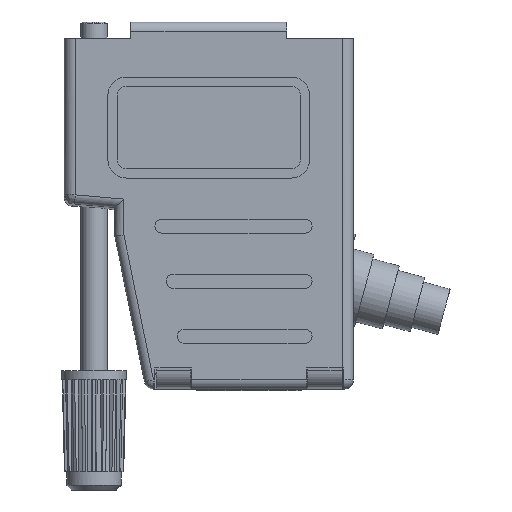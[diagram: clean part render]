
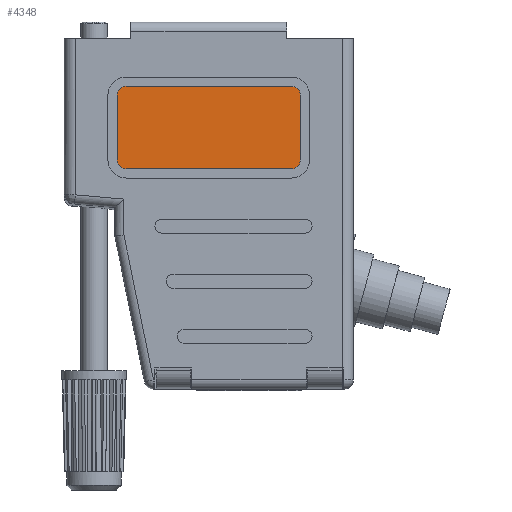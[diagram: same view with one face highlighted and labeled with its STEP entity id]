
A CAD part, front view. The second image highlights one B-rep face of the part: STEP entity #4348.
In plain terms, the highlighted planar face has unit normal (0, -1, 0).
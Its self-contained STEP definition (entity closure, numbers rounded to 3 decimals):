
#70 = AXIS2_PLACEMENT_3D ( 'NONE', #20806, #24775, #10777 ) ;
#319 = DIRECTION ( 'NONE',  ( 0., -1., 0. ) ) ;
#896 = VERTEX_POINT ( 'NONE', #926 ) ;
#926 = CARTESIAN_POINT ( 'NONE',  ( 9., 0.2, -7. ) ) ;
#1138 = CARTESIAN_POINT ( 'NONE',  ( 9., 0.2, -16. ) ) ;
#1365 = ORIENTED_EDGE ( 'NONE', *, *, #9416, .T. ) ;
#1846 = EDGE_CURVE ( 'NONE', #15319, #18198, #16293, .T. ) ;
#1993 = LINE ( 'NONE', #17952, #3450 ) ;
#2659 = CARTESIAN_POINT ( 'NONE',  ( 9., 0.2, -7. ) ) ;
#2738 = PLANE ( 'NONE',  #6892 ) ;
#3450 = VECTOR ( 'NONE', #12895, 1000. ) ;
#3593 = VERTEX_POINT ( 'NONE', #23675 ) ;
#4348 = ADVANCED_FACE ( 'NONE', ( #6442 ), #2738, .T. ) ;
#4573 = ORIENTED_EDGE ( 'NONE', *, *, #12175, .T. ) ;
#4998 = CARTESIAN_POINT ( 'NONE',  ( -9., 0.2, -15. ) ) ;
#5589 = DIRECTION ( 'NONE',  ( 0., 0., -1. ) ) ;
#5965 = CIRCLE ( 'NONE', #70, 1. ) ;
#6299 = CIRCLE ( 'NONE', #21051, 1. ) ;
#6442 = FACE_OUTER_BOUND ( 'NONE', #23346, .T. ) ;
#6626 = LINE ( 'NONE', #2659, #13499 ) ;
#6643 = CIRCLE ( 'NONE', #21396, 1. ) ;
#6652 = ORIENTED_EDGE ( 'NONE', *, *, #16643, .T. ) ;
#6762 = EDGE_CURVE ( 'NONE', #3593, #10402, #19968, .T. ) ;
#6892 = AXIS2_PLACEMENT_3D ( 'NONE', #14484, #18574, #12771 ) ;
#7696 = CARTESIAN_POINT ( 'NONE',  ( -10., 0.2, -8. ) ) ;
#9416 = EDGE_CURVE ( 'NONE', #19531, #896, #5965, .T. ) ;
#9431 = EDGE_CURVE ( 'NONE', #18198, #19531, #1993, .T. ) ;
#9631 = CARTESIAN_POINT ( 'NONE',  ( 10., 0.2, -15. ) ) ;
#10402 = VERTEX_POINT ( 'NONE', #16580 ) ;
#10777 = DIRECTION ( 'NONE',  ( 0., 0., -1. ) ) ;
#10967 = CARTESIAN_POINT ( 'NONE',  ( -9., 0.2, -16. ) ) ;
#12053 = DIRECTION ( 'NONE',  ( 1., 0., 0. ) ) ;
#12175 = EDGE_CURVE ( 'NONE', #25096, #15319, #19973, .T. ) ;
#12251 = ORIENTED_EDGE ( 'NONE', *, *, #18670, .T. ) ;
#12771 = DIRECTION ( 'NONE',  ( 0., 0., -1. ) ) ;
#12828 = DIRECTION ( 'NONE',  ( -1., 0., 0. ) ) ;
#12895 = DIRECTION ( 'NONE',  ( 0., 0., 1. ) ) ;
#13499 = VECTOR ( 'NONE', #12828, 1000. ) ;
#14484 = CARTESIAN_POINT ( 'NONE',  ( 9., 0.2, -8. ) ) ;
#14500 = CARTESIAN_POINT ( 'NONE',  ( 10., 0.2, -8. ) ) ;
#15319 = VERTEX_POINT ( 'NONE', #1138 ) ;
#15616 = CARTESIAN_POINT ( 'NONE',  ( -9., 0.2, -16. ) ) ;
#15862 = AXIS2_PLACEMENT_3D ( 'NONE', #21691, #23817, #5589 ) ;
#16293 = CIRCLE ( 'NONE', #15862, 1. ) ;
#16580 = CARTESIAN_POINT ( 'NONE',  ( -10., 0.2, -15. ) ) ;
#16611 = CARTESIAN_POINT ( 'NONE',  ( -9., 0.2, -7. ) ) ;
#16643 = EDGE_CURVE ( 'NONE', #10402, #25096, #6643, .T. ) ;
#17035 = VECTOR ( 'NONE', #12053, 1000. ) ;
#17836 = ORIENTED_EDGE ( 'NONE', *, *, #6762, .T. ) ;
#17952 = CARTESIAN_POINT ( 'NONE',  ( 10., 0.2, -15. ) ) ;
#18198 = VERTEX_POINT ( 'NONE', #9631 ) ;
#18400 = VECTOR ( 'NONE', #21820, 1000. ) ;
#18474 = ORIENTED_EDGE ( 'NONE', *, *, #9431, .T. ) ;
#18574 = DIRECTION ( 'NONE',  ( 0., -1., 0. ) ) ;
#18670 = EDGE_CURVE ( 'NONE', #24513, #3593, #6299, .T. ) ;
#19122 = CARTESIAN_POINT ( 'NONE',  ( -9., 0.2, -8. ) ) ;
#19218 = EDGE_CURVE ( 'NONE', #896, #24513, #6626, .T. ) ;
#19409 = ORIENTED_EDGE ( 'NONE', *, *, #1846, .T. ) ;
#19531 = VERTEX_POINT ( 'NONE', #14500 ) ;
#19659 = ORIENTED_EDGE ( 'NONE', *, *, #19218, .T. ) ;
#19968 = LINE ( 'NONE', #7696, #18400 ) ;
#19973 = LINE ( 'NONE', #15616, #17035 ) ;
#20806 = CARTESIAN_POINT ( 'NONE',  ( 9., 0.2, -8. ) ) ;
#21051 = AXIS2_PLACEMENT_3D ( 'NONE', #19122, #319, #22232 ) ;
#21092 = DIRECTION ( 'NONE',  ( 0., -1., 0. ) ) ;
#21396 = AXIS2_PLACEMENT_3D ( 'NONE', #4998, #21092, #23217 ) ;
#21691 = CARTESIAN_POINT ( 'NONE',  ( 9., 0.2, -15. ) ) ;
#21820 = DIRECTION ( 'NONE',  ( 0., 0., -1. ) ) ;
#22232 = DIRECTION ( 'NONE',  ( 0., 0., -1. ) ) ;
#23217 = DIRECTION ( 'NONE',  ( 0., 0., -1. ) ) ;
#23346 = EDGE_LOOP ( 'NONE', ( #1365, #19659, #12251, #17836, #6652, #4573, #19409, #18474 ) ) ;
#23675 = CARTESIAN_POINT ( 'NONE',  ( -10., 0.2, -8. ) ) ;
#23817 = DIRECTION ( 'NONE',  ( 0., -1., 0. ) ) ;
#24513 = VERTEX_POINT ( 'NONE', #16611 ) ;
#24775 = DIRECTION ( 'NONE',  ( 0., -1., 0. ) ) ;
#25096 = VERTEX_POINT ( 'NONE', #10967 ) ;
